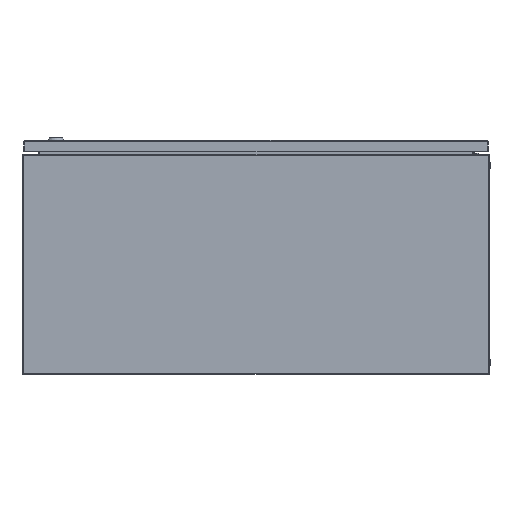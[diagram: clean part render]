
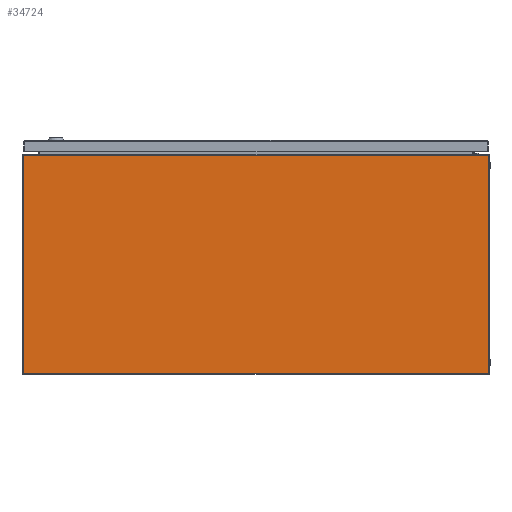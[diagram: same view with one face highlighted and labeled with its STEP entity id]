
A CAD part, front view. The second image highlights one B-rep face of the part: STEP entity #34724.
In plain terms, the highlighted planar face has unit normal (0, -1, 0).
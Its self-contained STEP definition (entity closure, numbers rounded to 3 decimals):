
#5157 = CARTESIAN_POINT ( 'NONE',  ( -398.359, -600., 1.6 ) ) ;
#12587 = VECTOR ( 'NONE', #87326, 1000. ) ;
#16744 = PLANE ( 'NONE',  #74022 ) ;
#16993 = VERTEX_POINT ( 'NONE', #92898 ) ;
#17888 = DIRECTION ( 'NONE',  ( 0., 0., 1. ) ) ;
#19145 = VERTEX_POINT ( 'NONE', #5157 ) ;
#22037 = DIRECTION ( 'NONE',  ( 0., 0., 1. ) ) ;
#23343 = DIRECTION ( 'NONE',  ( 0., 0., -1. ) ) ;
#23978 = ORIENTED_EDGE ( 'NONE', *, *, #82402, .F. ) ;
#24692 = VECTOR ( 'NONE', #22037, 1000. ) ;
#26718 = CARTESIAN_POINT ( 'NONE',  ( 398.359, -600., 1.6 ) ) ;
#27032 = ORIENTED_EDGE ( 'NONE', *, *, #80818, .T. ) ;
#30541 = LINE ( 'NONE', #82710, #36424 ) ;
#31463 = DIRECTION ( 'NONE',  ( 1., 0., 0. ) ) ;
#34586 = VERTEX_POINT ( 'NONE', #26718 ) ;
#34724 = ADVANCED_FACE ( 'NONE', ( #60001 ), #16744, .F. ) ;
#36424 = VECTOR ( 'NONE', #31463, 1000. ) ;
#41071 = ORIENTED_EDGE ( 'NONE', *, *, #87690, .T. ) ;
#41249 = EDGE_LOOP ( 'NONE', ( #75932, #27032, #41071, #23978 ) ) ;
#45456 = DIRECTION ( 'NONE',  ( 0., 1., 0. ) ) ;
#50933 = VERTEX_POINT ( 'NONE', #90063 ) ;
#53637 = LINE ( 'NONE', #55035, #81793 ) ;
#55035 = CARTESIAN_POINT ( 'NONE',  ( -398.359, -600., 376. ) ) ;
#60001 = FACE_OUTER_BOUND ( 'NONE', #41249, .T. ) ;
#60024 = EDGE_CURVE ( 'NONE', #19145, #50933, #53637, .T. ) ;
#73220 = CARTESIAN_POINT ( 'NONE',  ( -400., -600., 376. ) ) ;
#73272 = LINE ( 'NONE', #86876, #12587 ) ;
#74022 = AXIS2_PLACEMENT_3D ( 'NONE', #73220, #45456, #23343 ) ;
#75932 = ORIENTED_EDGE ( 'NONE', *, *, #60024, .F. ) ;
#80818 = EDGE_CURVE ( 'NONE', #19145, #34586, #30541, .T. ) ;
#81793 = VECTOR ( 'NONE', #17888, 1000. ) ;
#82402 = EDGE_CURVE ( 'NONE', #50933, #16993, #73272, .T. ) ;
#82710 = CARTESIAN_POINT ( 'NONE',  ( -400., -600., 1.6 ) ) ;
#85078 = LINE ( 'NONE', #85538, #24692 ) ;
#85538 = CARTESIAN_POINT ( 'NONE',  ( 398.359, -600., 376. ) ) ;
#86876 = CARTESIAN_POINT ( 'NONE',  ( -398.359, -600., 373.9 ) ) ;
#87326 = DIRECTION ( 'NONE',  ( 1., 0., 0. ) ) ;
#87690 = EDGE_CURVE ( 'NONE', #34586, #16993, #85078, .T. ) ;
#90063 = CARTESIAN_POINT ( 'NONE',  ( -398.359, -600., 373.9 ) ) ;
#92898 = CARTESIAN_POINT ( 'NONE',  ( 398.359, -600., 373.9 ) ) ;
